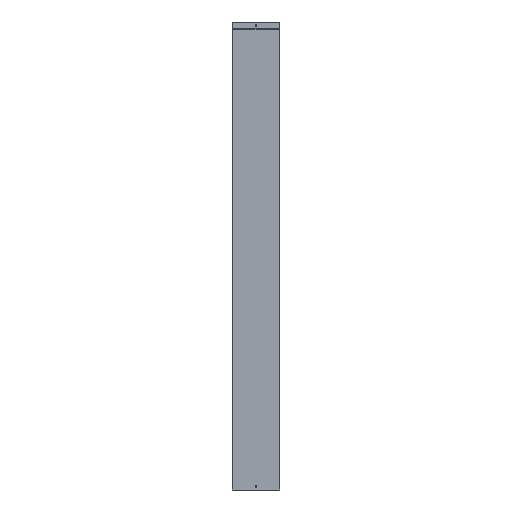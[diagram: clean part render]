
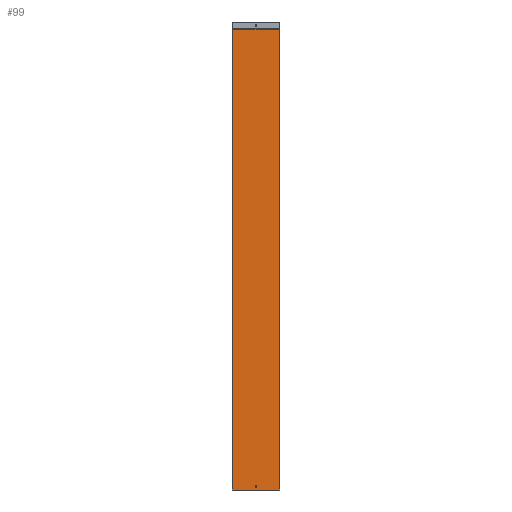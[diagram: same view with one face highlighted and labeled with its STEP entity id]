
A CAD part, front view. The second image highlights one B-rep face of the part: STEP entity #99.
In plain terms, the highlighted planar face has unit normal (0, -1, 0).
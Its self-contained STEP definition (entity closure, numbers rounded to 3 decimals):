
#1 = AXIS2_PLACEMENT_3D ( 'NONE', #536, #541, #542 ) ;
#15 = AXIS2_PLACEMENT_3D ( 'NONE', #411, #410, #419 ) ;
#60 = EDGE_CURVE ( 'NONE', #351, #332, #791, .T. ) ;
#69 = EDGE_CURVE ( 'NONE', #345, #343, #770, .T. ) ;
#71 = EDGE_CURVE ( 'NONE', #711, #711, #766, .T. ) ;
#72 = EDGE_CURVE ( 'NONE', #343, #332, #763, .T. ) ;
#73 = EDGE_CURVE ( 'NONE', #345, #351, #764, .T. ) ;
#99 = ADVANCED_FACE ( 'NONE', ( #725, #722 ), #535, .F. ) ;
#115 = CARTESIAN_POINT ( 'NONE',  ( 100., 0., 1969. ) ) ;
#190 = EDGE_LOOP ( 'NONE', ( #268 ) ) ;
#268 = ORIENTED_EDGE ( 'NONE', *, *, #71, .F. ) ;
#269 = ORIENTED_EDGE ( 'NONE', *, *, #72, .T. ) ;
#270 = ORIENTED_EDGE ( 'NONE', *, *, #60, .F. ) ;
#271 = ORIENTED_EDGE ( 'NONE', *, *, #73, .F. ) ;
#272 = ORIENTED_EDGE ( 'NONE', *, *, #69, .T. ) ;
#332 = VERTEX_POINT ( 'NONE', #604 ) ;
#343 = VERTEX_POINT ( 'NONE', #611 ) ;
#345 = VERTEX_POINT ( 'NONE', #613 ) ;
#351 = VERTEX_POINT ( 'NONE', #619 ) ;
#379 = EDGE_LOOP ( 'NONE', ( #269, #270, #271, #272 ) ) ;
#402 = DIRECTION ( 'NONE',  ( 1., 0., 0. ) ) ;
#407 = CARTESIAN_POINT ( 'NONE',  ( -100., 0., 1969. ) ) ;
#410 = DIRECTION ( 'NONE',  ( 0., -1., 0. ) ) ;
#411 = CARTESIAN_POINT ( 'NONE',  ( 0., 0., 15. ) ) ;
#412 = CARTESIAN_POINT ( 'NONE',  ( -100., 0., 1969. ) ) ;
#415 = DIRECTION ( 'NONE',  ( 1., 0., 0. ) ) ;
#416 = DIRECTION ( 'NONE',  ( 0., 0., -1. ) ) ;
#419 = DIRECTION ( 'NONE',  ( 0., 0., 1. ) ) ;
#429 = CARTESIAN_POINT ( 'NONE',  ( -100., 0., 0. ) ) ;
#448 = DIRECTION ( 'NONE',  ( 0., 0., -1. ) ) ;
#535 = PLANE ( 'NONE',  #1 ) ;
#536 = CARTESIAN_POINT ( 'NONE',  ( -100., 0., 1969. ) ) ;
#541 = DIRECTION ( 'NONE',  ( 0., 1., 0. ) ) ;
#542 = DIRECTION ( 'NONE',  ( 0., 0., 1. ) ) ;
#604 = CARTESIAN_POINT ( 'NONE',  ( 100., 0., 0. ) ) ;
#611 = CARTESIAN_POINT ( 'NONE',  ( -100., 0., 0. ) ) ;
#613 = CARTESIAN_POINT ( 'NONE',  ( -100., 0., 1969. ) ) ;
#619 = CARTESIAN_POINT ( 'NONE',  ( 100., 0., 1969. ) ) ;
#639 = CARTESIAN_POINT ( 'NONE',  ( 0., 0., 17.5 ) ) ;
#711 = VERTEX_POINT ( 'NONE', #639 ) ;
#722 = FACE_OUTER_BOUND ( 'NONE', #379, .T. ) ;
#725 = FACE_BOUND ( 'NONE', #190, .T. ) ;
#761 = VECTOR ( 'NONE', #402, 1000. ) ;
#762 = VECTOR ( 'NONE', #415, 1000. ) ;
#763 = LINE ( 'NONE', #429, #761 ) ;
#764 = LINE ( 'NONE', #407, #762 ) ;
#766 = CIRCLE ( 'NONE', #15, 2.5 ) ;
#767 = VECTOR ( 'NONE', #416, 1000. ) ;
#770 = LINE ( 'NONE', #412, #767 ) ;
#784 = VECTOR ( 'NONE', #448, 1000. ) ;
#791 = LINE ( 'NONE', #115, #784 ) ;
